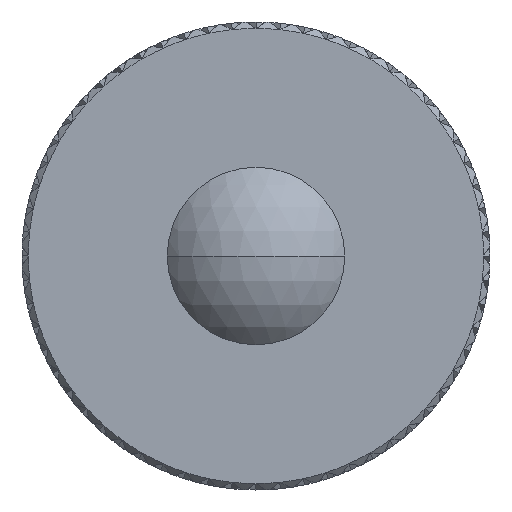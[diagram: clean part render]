
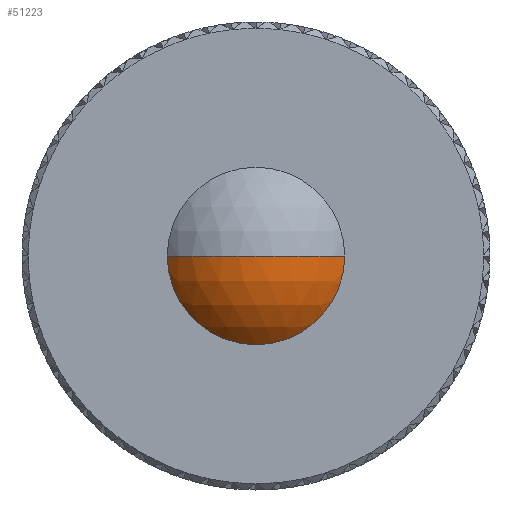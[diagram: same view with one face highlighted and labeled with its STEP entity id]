
A CAD part, left-side view. The second image highlights one B-rep face of the part: STEP entity #51223.
In plain terms, the highlighted spherical face has radius 3.5 mm.
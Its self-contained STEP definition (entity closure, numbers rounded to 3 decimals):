
#5376 = ORIENTED_EDGE ( 'NONE', *, *, #30312, .T. ) ;
#7014 = AXIS2_PLACEMENT_3D ( 'NONE', #110177, #10140, #58277 ) ;
#8489 = VERTEX_POINT ( 'NONE', #37685 ) ;
#9083 = ORIENTED_EDGE ( 'NONE', *, *, #121155, .T. ) ;
#10140 = DIRECTION ( 'NONE',  ( -1., 0., 0. ) ) ;
#17510 = CARTESIAN_POINT ( 'NONE',  ( -3.165, 2.75, 0. ) ) ;
#27046 = FACE_OUTER_BOUND ( 'NONE', #43673, .T. ) ;
#27616 = CARTESIAN_POINT ( 'NONE',  ( -3.165, 0., 0. ) ) ;
#28679 = DIRECTION ( 'NONE',  ( 0., 1., 0. ) ) ;
#30312 = EDGE_CURVE ( 'NONE', #140692, #128926, #43596, .T. ) ;
#37685 = CARTESIAN_POINT ( 'NONE',  ( -3.165, 0., -2.75 ) ) ;
#43596 = CIRCLE ( 'NONE', #101882, 3.5 ) ;
#43673 = EDGE_LOOP ( 'NONE', ( #9083, #5376, #144379, #130978 ) ) ;
#50626 = CARTESIAN_POINT ( 'NONE',  ( -4.5, 0., 0. ) ) ;
#51223 = ADVANCED_FACE ( 'NONE', ( #27046 ), #138679, .T. ) ;
#51350 = VERTEX_POINT ( 'NONE', #17510 ) ;
#53628 = CIRCLE ( 'NONE', #7014, 2.75 ) ;
#53938 = CIRCLE ( 'NONE', #140066, 2.75 ) ;
#57723 = CIRCLE ( 'NONE', #143876, 3.5 ) ;
#58277 = DIRECTION ( 'NONE',  ( 0., 0., 1. ) ) ;
#63713 = AXIS2_PLACEMENT_3D ( 'NONE', #118255, #83962, #73029 ) ;
#72499 = DIRECTION ( 'NONE',  ( 1., 0., 0. ) ) ;
#73029 = DIRECTION ( 'NONE',  ( 0., 1., 0. ) ) ;
#73599 = DIRECTION ( 'NONE',  ( -1., 0., 0. ) ) ;
#76606 = CARTESIAN_POINT ( 'NONE',  ( -3.165, -2.75, 0. ) ) ;
#82014 = CARTESIAN_POINT ( 'NONE',  ( -1., 0., 0. ) ) ;
#83962 = DIRECTION ( 'NONE',  ( 0., 0., -1. ) ) ;
#92041 = EDGE_CURVE ( 'NONE', #51350, #128926, #57723, .T. ) ;
#92975 = DIRECTION ( 'NONE',  ( 0., 0., 1. ) ) ;
#101882 = AXIS2_PLACEMENT_3D ( 'NONE', #116323, #128683, #28679 ) ;
#108461 = EDGE_CURVE ( 'NONE', #51350, #8489, #53628, .T. ) ;
#110177 = CARTESIAN_POINT ( 'NONE',  ( -3.165, 0., 0. ) ) ;
#116323 = CARTESIAN_POINT ( 'NONE',  ( -1., 0., 0. ) ) ;
#118255 = CARTESIAN_POINT ( 'NONE',  ( -1., 0., 0. ) ) ;
#121155 = EDGE_CURVE ( 'NONE', #8489, #140692, #53938, .T. ) ;
#128683 = DIRECTION ( 'NONE',  ( 0., 0., -1. ) ) ;
#128926 = VERTEX_POINT ( 'NONE', #50626 ) ;
#130978 = ORIENTED_EDGE ( 'NONE', *, *, #108461, .T. ) ;
#137845 = DIRECTION ( 'NONE',  ( 0., 0., 1. ) ) ;
#138679 = SPHERICAL_SURFACE ( 'NONE', #63713, 3.5 ) ;
#140066 = AXIS2_PLACEMENT_3D ( 'NONE', #27616, #73599, #137845 ) ;
#140692 = VERTEX_POINT ( 'NONE', #76606 ) ;
#143876 = AXIS2_PLACEMENT_3D ( 'NONE', #82014, #92975, #72499 ) ;
#144379 = ORIENTED_EDGE ( 'NONE', *, *, #92041, .F. ) ;
